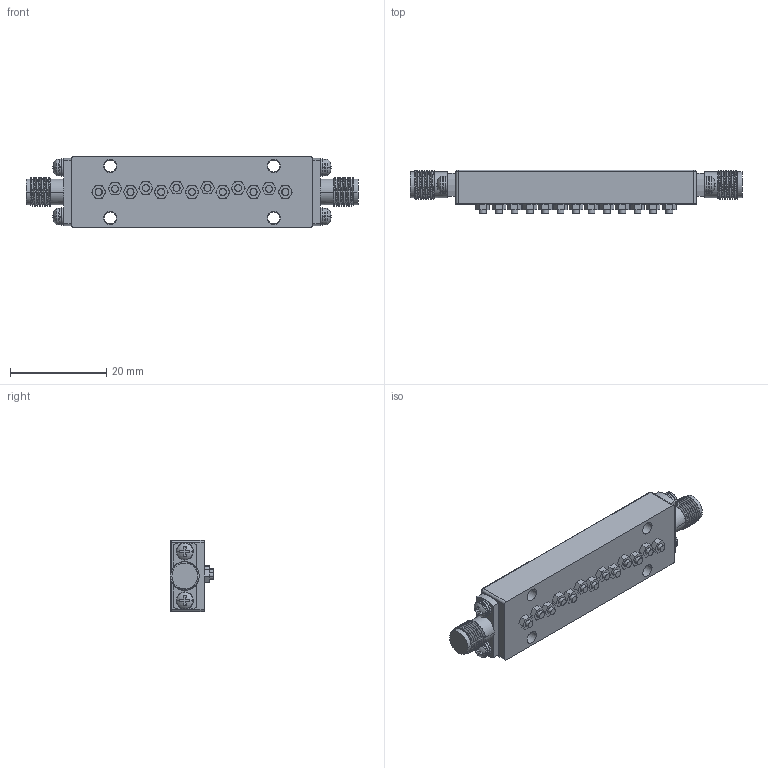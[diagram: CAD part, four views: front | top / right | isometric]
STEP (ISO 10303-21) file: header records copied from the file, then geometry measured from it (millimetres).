
FILE_DESCRIPTION (( 'STEP AP214' ), '1' );
FILE_NAME ('CF-B3-X1.STEP', '2025-10-09T19:13:18', ( '' ), ( '' ), 'SwSTEP 2.0', 'SolidWorks 2021', '' );
FILE_SCHEMA (( 'AUTOMOTIVE_DESIGN' ));
Length unit declared in the file: inch
Products named in the file (1): CF-B3-X1
Bounding box: 69 x 9 x 14.8 mm (x, y, z)
Volume: 5775.2 mm3; surface area: 3682.3 mm2
Topology: 1 solids, 18 shells, 629 faces, 1542 edges, 976 vertices
Faces by surface type: plane 233, cylinder 202, cone 146, torus 24, bspline 16, sphere 8
Entity records: 30188 total; most frequent: CARTESIAN_POINT 7314, DIRECTION 3126, ORIENTED_EDGE 3084, EDGE_CURVE 1542, AXIS2_PLACEMENT_3D 1230, VERTEX_POINT 976, EDGE_LOOP 710, VECTOR 666
